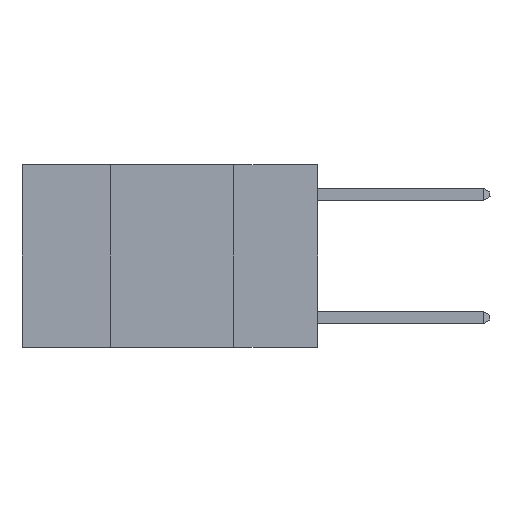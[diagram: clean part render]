
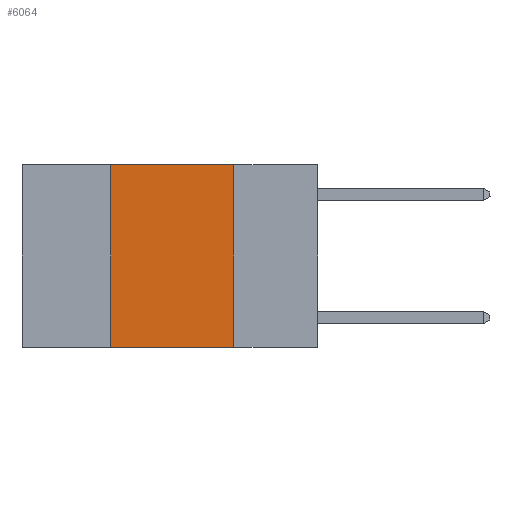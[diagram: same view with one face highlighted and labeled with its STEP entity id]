
A CAD part, left-side view. The second image highlights one B-rep face of the part: STEP entity #6064.
In plain terms, the highlighted planar face has unit normal (-1, 0, 0).
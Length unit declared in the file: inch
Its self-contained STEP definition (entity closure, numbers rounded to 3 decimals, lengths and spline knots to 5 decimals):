
#912 = LINE ( 'NONE', #9375, #15253 ) ;
#1102 = CARTESIAN_POINT ( 'NONE',  ( 0., 0.42, 0. ) ) ;
#1183 = ORIENTED_EDGE ( 'NONE', *, *, #16627, .T. ) ;
#2103 = CARTESIAN_POINT ( 'NONE',  ( 0., 0.17, -0.37 ) ) ;
#2171 = CARTESIAN_POINT ( 'NONE',  ( 0., 0.6, -0.37 ) ) ;
#2184 = DIRECTION ( 'NONE',  ( 1., 0., 0. ) ) ;
#2567 = CARTESIAN_POINT ( 'NONE',  ( 0., 0.6, 0. ) ) ;
#3948 = ORIENTED_EDGE ( 'NONE', *, *, #8340, .F. ) ;
#6052 = DIRECTION ( 'NONE',  ( 0., -1., 0. ) ) ;
#6064 = ADVANCED_FACE ( 'NONE', ( #16780 ), #6931, .F. ) ;
#6204 = CARTESIAN_POINT ( 'NONE',  ( 0., 0.17, 0. ) ) ;
#6931 = PLANE ( 'NONE',  #14920 ) ;
#7419 = VERTEX_POINT ( 'NONE', #1102 ) ;
#7429 = VECTOR ( 'NONE', #6052, 39.37008 ) ;
#7452 = EDGE_CURVE ( 'NONE', #13355, #7419, #912, .T. ) ;
#8340 = EDGE_CURVE ( 'NONE', #7419, #18013, #14676, .T. ) ;
#8559 = VECTOR ( 'NONE', #12018, 39.37008 ) ;
#9375 = CARTESIAN_POINT ( 'NONE',  ( 0., 0.42, 0. ) ) ;
#9994 = ORIENTED_EDGE ( 'NONE', *, *, #7452, .F. ) ;
#10417 = ORIENTED_EDGE ( 'NONE', *, *, #13784, .F. ) ;
#11851 = DIRECTION ( 'NONE',  ( 0., 0., -1. ) ) ;
#12018 = DIRECTION ( 'NONE',  ( 0., -1., 0. ) ) ;
#13068 = LINE ( 'NONE', #17839, #14458 ) ;
#13232 = CARTESIAN_POINT ( 'NONE',  ( 0., 0.6, 0. ) ) ;
#13355 = VERTEX_POINT ( 'NONE', #16424 ) ;
#13784 = EDGE_CURVE ( 'NONE', #18013, #15155, #13068, .T. ) ;
#14006 = DIRECTION ( 'NONE',  ( 0., 0., -1. ) ) ;
#14018 = DIRECTION ( 'NONE',  ( 0., 0., 1. ) ) ;
#14458 = VECTOR ( 'NONE', #11851, 39.37008 ) ;
#14676 = LINE ( 'NONE', #13232, #7429 ) ;
#14920 = AXIS2_PLACEMENT_3D ( 'NONE', #2567, #2184, #14006 ) ;
#14978 = EDGE_LOOP ( 'NONE', ( #10417, #3948, #9994, #1183 ) ) ;
#15155 = VERTEX_POINT ( 'NONE', #2103 ) ;
#15253 = VECTOR ( 'NONE', #14018, 39.37008 ) ;
#16424 = CARTESIAN_POINT ( 'NONE',  ( 0., 0.42, -0.37 ) ) ;
#16627 = EDGE_CURVE ( 'NONE', #13355, #15155, #17736, .T. ) ;
#16780 = FACE_OUTER_BOUND ( 'NONE', #14978, .T. ) ;
#17736 = LINE ( 'NONE', #2171, #8559 ) ;
#17839 = CARTESIAN_POINT ( 'NONE',  ( 0., 0.17, 0. ) ) ;
#18013 = VERTEX_POINT ( 'NONE', #6204 ) ;
